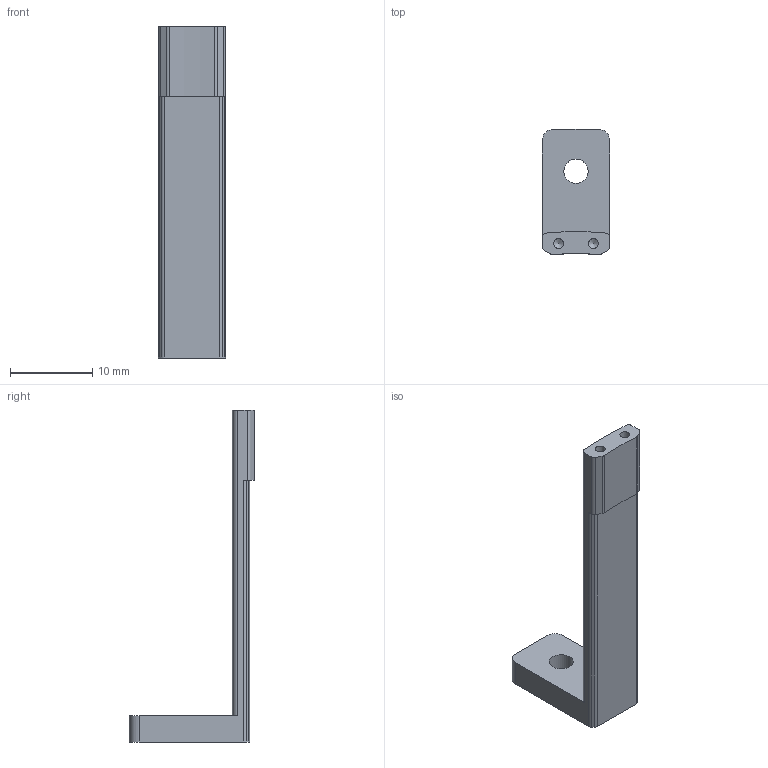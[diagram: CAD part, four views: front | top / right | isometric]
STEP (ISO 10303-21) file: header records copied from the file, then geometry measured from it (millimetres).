
FILE_DESCRIPTION(/* description */ ('STEP AP242','CAx-IF Rec.Pracs.---Representation and Presentation of Product Manufacturing Information (PMI)---4.0---2014-10-13','CAx-IF Rec.Pracs.---3D Tessellated Geometry---0.4---2014-09-14','2;1'),/* implementation_level */ '2;1');
FILE_NAME(/* name */ '624daf72d413ca0fe37c3e89',/* time_stamp */ '2022-04-06T15:19:14+00:00',/* author */ (''),/* organization */ (''),/* preprocessor_version */ 'ST-DEVELOPER v18.101',/* originating_system */ ' ',/* authorisation */ ' ');
FILE_SCHEMA (('AP242_MANAGED_MODEL_BASED_3D_ENGINEERING_MIM_LF { 1 0 10303 442 1 1 4 }'));
Length unit declared in the file: metre
Products named in the file (1): Chamber Protection Leg
Bounding box: 8.13 x 15.23 x 40.26 mm (x, y, z)
Volume: 984.6 mm3; surface area: 1167.8 mm2
Topology: 1 solids, 1 shells, 31 faces, 88 edges, 59 vertices
Faces by surface type: cylinder 17, plane 12, cone 2
Full cylindrical faces by diameter (mm): 1.191 x2, 2.946 x1
Entity records: 988 total; most frequent: DIRECTION 176, CARTESIAN_POINT 166, ORIENTED_EDGE 156, EDGE_CURVE 78, AXIS2_PLACEMENT_3D 66, VERTEX_POINT 56, LINE 44, VECTOR 44
